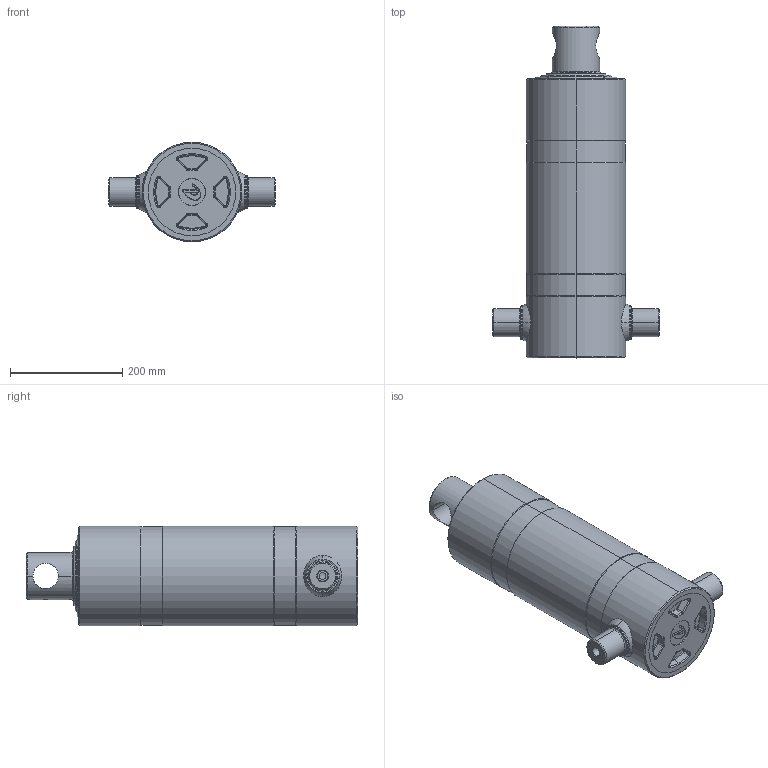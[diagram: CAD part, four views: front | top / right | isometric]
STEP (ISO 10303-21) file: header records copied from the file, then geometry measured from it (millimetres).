
FILE_DESCRIPTION (( 'STEP AP203' ), '1' );
FILE_NAME ('422.B.STEP', '2014-10-15T12:57:53', ( '' ), ( '' ), 'SwSTEP 2.0', 'SolidWorks 2013', '' );
FILE_SCHEMA (( 'CONFIG_CONTROL_DESIGN' ));
Length unit declared in the file: millimetre
Products named in the file (1): 422.B
Bounding box: 296.8 x 592 x 177.8 mm (x, y, z)
Surface area: 1030183.3 mm2 (no closed solid volume)
Topology: 0 solids, 15 shells, 237 faces, 645 edges, 412 vertices
Faces by surface type: cylinder 78, cone 72, torus 52, plane 30, bspline 5
Entity records: 9333 total; most frequent: CARTESIAN_POINT 3240, DIRECTION 1430, ORIENTED_EDGE 1070, EDGE_CURVE 645, AXIS2_PLACEMENT_3D 605, VERTEX_POINT 412, CIRCLE 372, EDGE_LOOP 255
